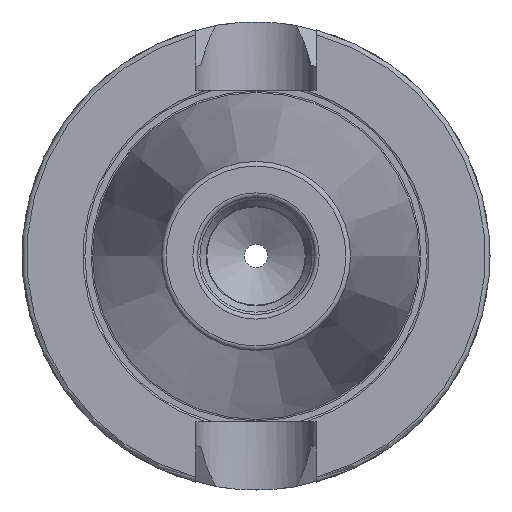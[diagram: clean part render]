
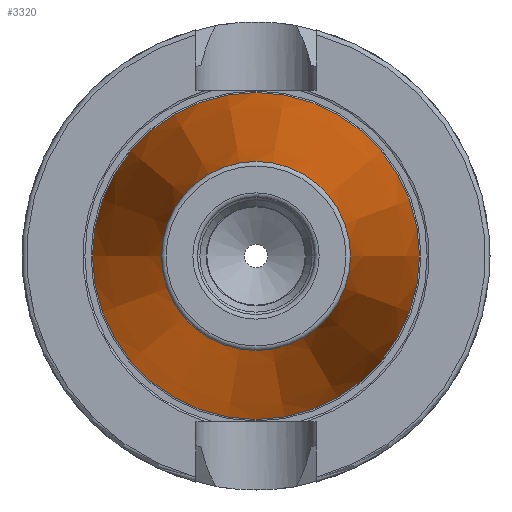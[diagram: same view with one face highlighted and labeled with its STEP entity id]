
A CAD part, left-side view. The second image highlights one B-rep face of the part: STEP entity #3320.
In plain terms, the highlighted conical face has half-angle 8.297 degrees and reference radius 27.564 mm.
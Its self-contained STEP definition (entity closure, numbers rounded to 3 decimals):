
#3286=CARTESIAN_POINT('',(-100.944,20.204,0.0));
#3287=VERTEX_POINT('',#3286);
#3288=CARTESIAN_POINT('',(-100.944,0.0,0.0));
#3289=DIRECTION('',(1.0,0.0,0.0));
#3290=DIRECTION('',(0.0,1.0,0.0));
#3291=AXIS2_PLACEMENT_3D('',#3288,#3289,#3290);
#3292=CIRCLE('',#3291,20.204);
#3293=EDGE_CURVE('',#3287,#3287,#3292,.T.);
#3301=CARTESIAN_POINT('',(-50.472,0.0,0.0));
#3302=DIRECTION('',(1.0,0.0,0.0));
#3303=DIRECTION('',(0.0,1.0,0.0));
#3304=AXIS2_PLACEMENT_3D('',#3301,#3302,#3303);
#3305=CONICAL_SURFACE('',#3304,27.564,8.297);
#3306=CARTESIAN_POINT('',(0.0,34.925,0.0));
#3307=VERTEX_POINT('',#3306);
#3308=CARTESIAN_POINT('',(0.0,0.0,0.0));
#3309=DIRECTION('',(1.0,0.0,0.0));
#3310=DIRECTION('',(0.0,1.0,0.0));
#3311=AXIS2_PLACEMENT_3D('',#3308,#3309,#3310);
#3312=CIRCLE('',#3311,34.925);
#3313=EDGE_CURVE('',#3307,#3307,#3312,.T.);
#3314=ORIENTED_EDGE('',*,*,#3313,.F.);
#3315=EDGE_LOOP('',(#3314));
#3316=FACE_OUTER_BOUND('',#3315,.T.);
#3317=ORIENTED_EDGE('',*,*,#3293,.T.);
#3318=EDGE_LOOP('',(#3317));
#3319=FACE_BOUND('',#3318,.T.);
#3320=ADVANCED_FACE('',(#3316,#3319),#3305,.T.);
